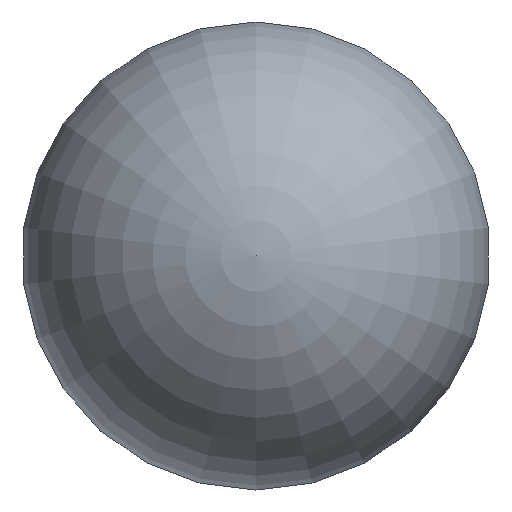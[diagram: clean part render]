
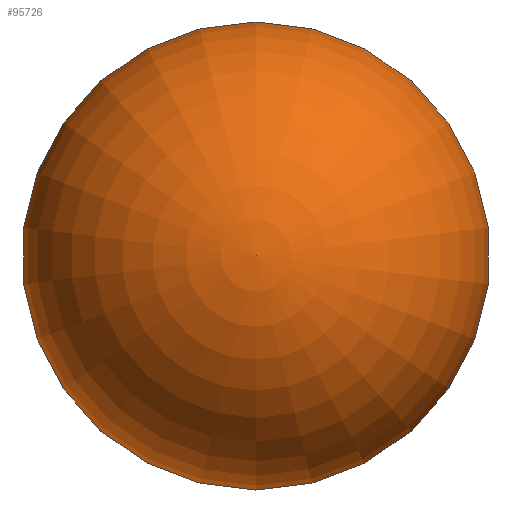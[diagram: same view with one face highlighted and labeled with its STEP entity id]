
A CAD part, front view. The second image highlights one B-rep face of the part: STEP entity #95726.
In plain terms, the highlighted toroidal (fillet/blend) face has major radius 10.277 mm and minor radius 461.962 mm.
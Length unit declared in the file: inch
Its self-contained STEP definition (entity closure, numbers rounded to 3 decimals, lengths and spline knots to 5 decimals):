
#16755 = CARTESIAN_POINT ( 'NONE',  ( 0., 3.00068, 8.69387 ) ) ;
#28049 = VERTEX_POINT ( 'NONE', #16755 ) ;
#36011 = DIRECTION ( 'NONE',  ( 0., 0., 1. ) ) ;
#44646 = CARTESIAN_POINT ( 'NONE',  ( 0., 3.00068, 0. ) ) ;
#49094 = CARTESIAN_POINT ( 'NONE',  ( 0., -13.188, 0. ) ) ;
#59047 = DIRECTION ( 'NONE',  ( 0., -1., 0. ) ) ;
#74475 = DIRECTION ( 'NONE',  ( 0., -1., 0. ) ) ;
#78919 = DIRECTION ( 'NONE',  ( 0., 0., 1. ) ) ;
#80176 = ORIENTED_EDGE ( 'NONE', *, *, #127313, .F. ) ;
#95726 = ADVANCED_FACE ( 'NONE', ( #122726 ), #109192, .T. ) ;
#108554 = AXIS2_PLACEMENT_3D ( 'NONE', #44646, #74475, #36011 ) ;
#109192 = TOROIDAL_SURFACE ( 'NONE', #130345, 0.40461, 18.1875 ) ;
#117036 = CIRCLE ( 'NONE', #108554, 8.69387 ) ;
#122726 = FACE_OUTER_BOUND ( 'NONE', #127536, .T. ) ;
#127313 = EDGE_CURVE ( 'NONE', #28049, #28049, #117036, .T. ) ;
#127536 = EDGE_LOOP ( 'NONE', ( #80176 ) ) ;
#130345 = AXIS2_PLACEMENT_3D ( 'NONE', #49094, #59047, #78919 ) ;
